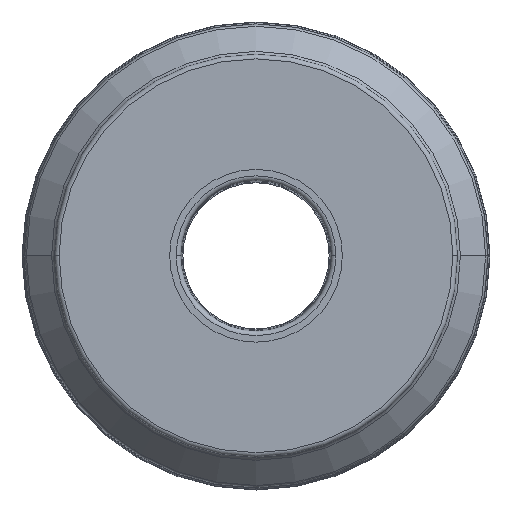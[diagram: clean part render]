
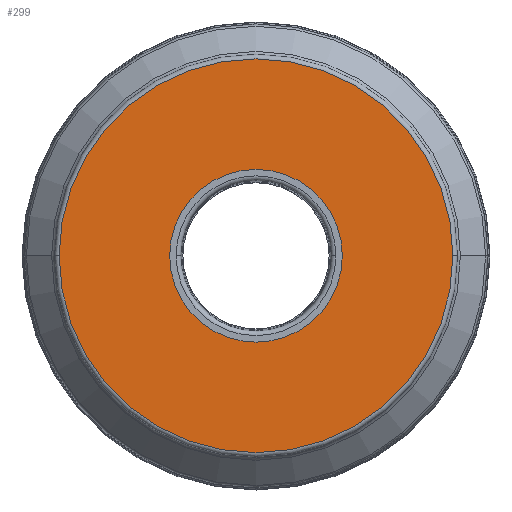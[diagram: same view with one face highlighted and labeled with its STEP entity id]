
A CAD part, top view. The second image highlights one B-rep face of the part: STEP entity #299.
In plain terms, the highlighted planar face has unit normal (0, 0, 1).
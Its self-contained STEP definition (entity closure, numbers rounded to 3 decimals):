
#30=PLANE('',#2494);
#38=FACE_BOUND('',#557,.T.);
#39=FACE_BOUND('',#558,.T.);
#299=ADVANCED_FACE('',(#38,#39),#30,.F.);
#557=EDGE_LOOP('',(#1040,#1041));
#558=EDGE_LOOP('',(#1042,#1043));
#1040=ORIENTED_EDGE('',*,*,#1547,.F.);
#1041=ORIENTED_EDGE('',*,*,#1545,.F.);
#1042=ORIENTED_EDGE('',*,*,#1548,.T.);
#1043=ORIENTED_EDGE('',*,*,#1549,.T.);
#1280=VERTEX_POINT('',#5107);
#1281=VERTEX_POINT('',#5109);
#1282=VERTEX_POINT('',#5115);
#1283=VERTEX_POINT('',#5116);
#1545=EDGE_CURVE('',#1280,#1281,#1880,.T.);
#1547=EDGE_CURVE('',#1281,#1280,#1882,.T.);
#1548=EDGE_CURVE('',#1282,#1283,#1883,.T.);
#1549=EDGE_CURVE('',#1283,#1282,#1884,.T.);
#1880=CIRCLE('',#2487,85.5);
#1882=CIRCLE('',#2490,85.5);
#1883=CIRCLE('',#2492,37.5);
#1884=CIRCLE('',#2493,37.5);
#2487=AXIS2_PLACEMENT_3D('',#5108,#3147,#3148);
#2490=AXIS2_PLACEMENT_3D('',#5112,#3153,#3154);
#2492=AXIS2_PLACEMENT_3D('',#5114,#3157,#3158);
#2493=AXIS2_PLACEMENT_3D('',#5117,#3159,#3160);
#2494=AXIS2_PLACEMENT_3D('',#5118,#3161,#3162);
#3147=DIRECTION('',(0.,0.,-1.));
#3148=DIRECTION('',(-1.,0.,0.));
#3153=DIRECTION('',(0.,0.,-1.));
#3154=DIRECTION('',(1.,0.,0.));
#3157=DIRECTION('',(0.,0.,-1.));
#3158=DIRECTION('',(-1.,0.,0.));
#3159=DIRECTION('',(0.,0.,-1.));
#3160=DIRECTION('',(1.,0.,0.));
#3161=DIRECTION('',(0.,0.,-1.));
#3162=DIRECTION('',(1.,0.,0.));
#5107=CARTESIAN_POINT('',(-85.5,0.,0.));
#5108=CARTESIAN_POINT('',(0.,0.,0.));
#5109=CARTESIAN_POINT('',(85.5,0.,0.));
#5112=CARTESIAN_POINT('',(0.,0.,0.));
#5114=CARTESIAN_POINT('',(0.,0.,0.));
#5115=CARTESIAN_POINT('',(-37.5,0.,0.));
#5116=CARTESIAN_POINT('',(37.5,0.,0.));
#5117=CARTESIAN_POINT('',(0.,0.,0.));
#5118=CARTESIAN_POINT('',(0.,0.,0.));
